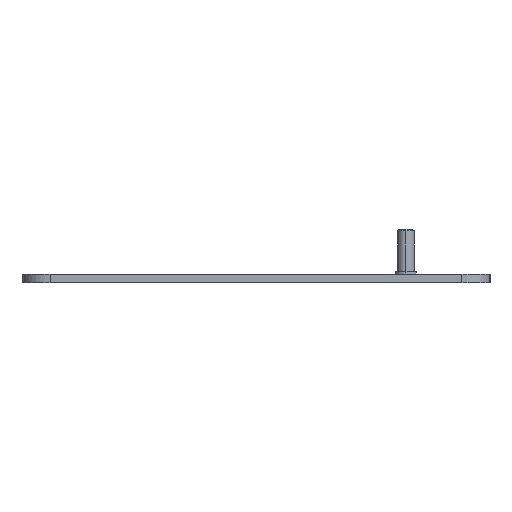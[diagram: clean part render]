
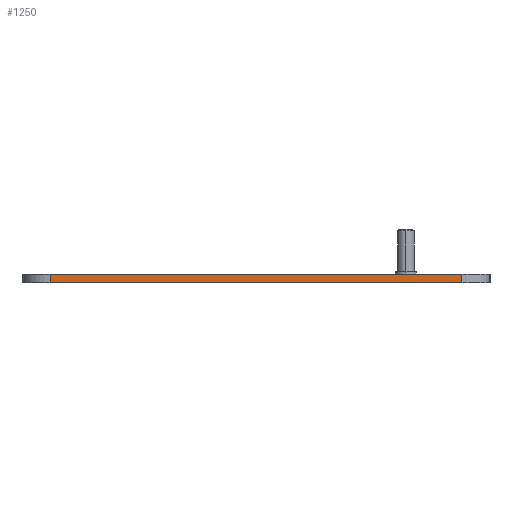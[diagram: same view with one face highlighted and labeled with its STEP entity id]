
A CAD part, left-side view. The second image highlights one B-rep face of the part: STEP entity #1250.
In plain terms, the highlighted planar face has unit normal (-1, 0, 0).
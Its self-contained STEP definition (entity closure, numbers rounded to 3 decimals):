
#1242=AXIS2_PLACEMENT_3D('Plane Axis2P3D',#1239,#1240,#1241) ;
#90=CARTESIAN_POINT('Vertex',(0.,157.,0.)) ;
#132=CARTESIAN_POINT('Vertex',(0.,10.,0.)) ;
#135=CARTESIAN_POINT('Line Origine',(0.,83.5,0.)) ;
#395=CARTESIAN_POINT('Vertex',(0.,157.,3.)) ;
#398=CARTESIAN_POINT('Line Origine',(0.,83.5,3.)) ;
#402=CARTESIAN_POINT('Vertex',(0.,10.,3.)) ;
#1118=CARTESIAN_POINT('Line Origine',(0.,157.,3.)) ;
#1226=CARTESIAN_POINT('Line Origine',(0.,10.,3.)) ;
#1239=CARTESIAN_POINT('Axis2P3D Location',(0.,157.,3.)) ;
#136=DIRECTION('Vector Direction',(0.,1.,0.)) ;
#399=DIRECTION('Vector Direction',(0.,-1.,0.)) ;
#1119=DIRECTION('Vector Direction',(0.,0.,1.)) ;
#1227=DIRECTION('Vector Direction',(0.,0.,1.)) ;
#1240=DIRECTION('Axis2P3D Direction',(1.,-0.,0.)) ;
#1241=DIRECTION('Axis2P3D XDirection',(0.,0.,-1.)) ;
#137=VECTOR('Line Direction',#136,1.) ;
#400=VECTOR('Line Direction',#399,1.) ;
#1120=VECTOR('Line Direction',#1119,1.) ;
#1228=VECTOR('Line Direction',#1227,1.) ;
#1245=ORIENTED_EDGE('',*,*,#1230,.F.) ;
#1246=ORIENTED_EDGE('',*,*,#404,.F.) ;
#1247=ORIENTED_EDGE('',*,*,#1122,.F.) ;
#1248=ORIENTED_EDGE('',*,*,#139,.F.) ;
#1250=ADVANCED_FACE('1189810000-3-solid1',(#1249),#1243,.F.) ;
#139=EDGE_CURVE('',#133,#91,#138,.T.) ;
#404=EDGE_CURVE('',#396,#403,#401,.T.) ;
#1122=EDGE_CURVE('',#91,#396,#1121,.T.) ;
#1230=EDGE_CURVE('',#403,#133,#1229,.F.) ;
#1244=EDGE_LOOP('',(#1245,#1246,#1247,#1248)) ;
#1249=FACE_OUTER_BOUND('',#1244,.T.) ;
#138=LINE('Line',#135,#137) ;
#401=LINE('Line',#398,#400) ;
#1121=LINE('Line',#1118,#1120) ;
#1229=LINE('Line',#1226,#1228) ;
#1243=PLANE('',#1242) ;
#91=VERTEX_POINT('',#90) ;
#133=VERTEX_POINT('',#132) ;
#396=VERTEX_POINT('',#395) ;
#403=VERTEX_POINT('',#402) ;
